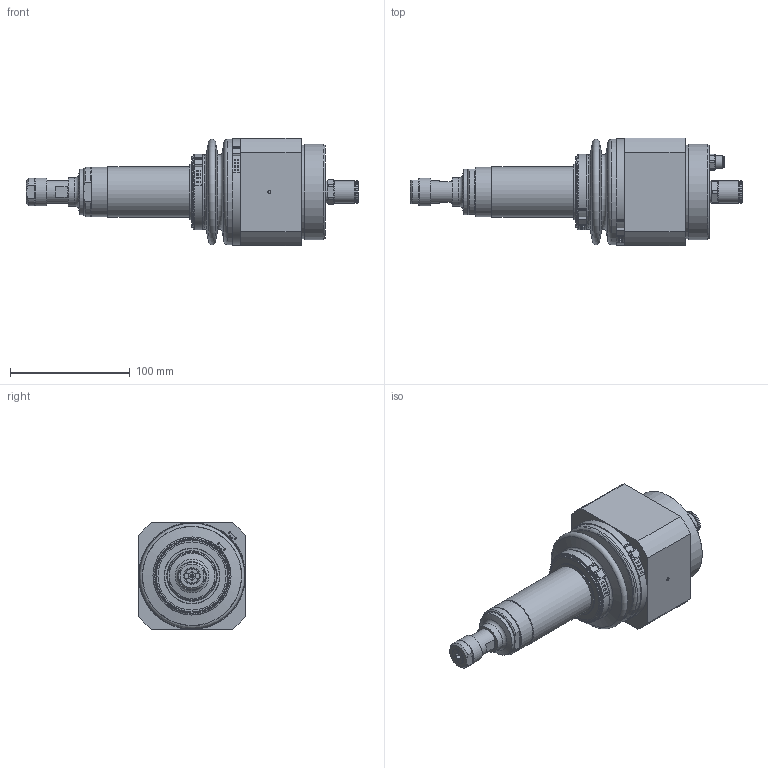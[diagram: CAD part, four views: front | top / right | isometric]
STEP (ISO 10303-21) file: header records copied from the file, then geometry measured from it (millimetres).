
FILE_DESCRIPTION(/* description */ (''),/* implementation_level */ '2;1');
FILE_NAME(/* name */ 'ESR 20_60051085.stp',/* time_stamp */ '2020-01-14T18:18:48+01:00',/* author */ ('ibasyouni'),/* organization */ (''),/* preprocessor_version */ 'ST-DEVELOPER v17',/* originating_system */ 'Autodesk Inventor 2018',/* authorisation */ '');
FILE_SCHEMA (('CONFIG_CONTROL_DESIGN'));
Length unit declared in the file: millimetre
Products named in the file (1): ESR 20_60051085
Bounding box: 277.47 x 90 x 90 mm (x, y, z)
Volume: 1045887.3 mm3; surface area: 256296.8 mm2
Topology: 18 solids, 18 shells, 959 faces, 2845 edges, 1937 vertices
Faces by surface type: cylinder 450, plane 264, cone 215, torus 29, sphere 1
Full cylindrical faces by diameter (mm): 1.6 x1, 2.5 x1, 4 x4, 4.917 x4, 5.999 x2, 6 x17, 6.1 x1, 7.2 x1, 8.382 x1, 8.5 x1, 8.539 x1, 8.565 x1, 8.566 x1, 9.1 x1, 9.525 x1, 9.728 x1, 9.9 x1, 10.5 x1, 10.6 x1, 11.445 x2, 12 x1, 13.157 x1, 13.2 x2, 13.991 x1, 15 x1, 15.1 x1, 17 x1, 17.917 x1, 18 x1, 18.5 x2
Entity records: 35000 total; most frequent: CARTESIAN_POINT 7460, DIRECTION 5829, ORIENTED_EDGE 5668, EDGE_CURVE 2834, AXIS2_PLACEMENT_3D 2471, VERTEX_POINT 1937, CIRCLE 1511, EDGE_LOOP 1093
